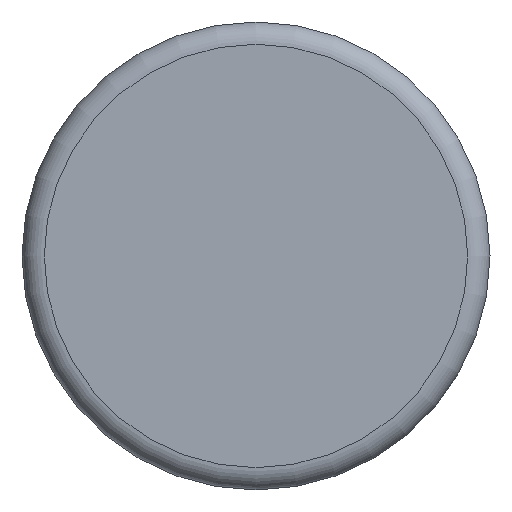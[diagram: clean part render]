
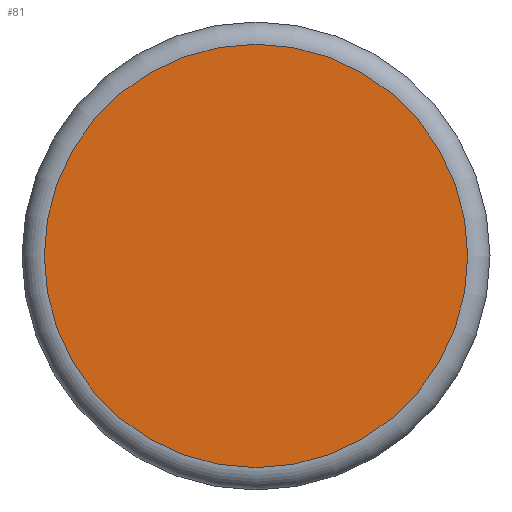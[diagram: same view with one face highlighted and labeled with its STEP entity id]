
A CAD part, top view. The second image highlights one B-rep face of the part: STEP entity #81.
In plain terms, the highlighted planar face has unit normal (0, 0, 1).
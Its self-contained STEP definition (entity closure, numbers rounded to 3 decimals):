
#81 = ADVANCED_FACE( '', ( #174 ), #175, .F. );
#174 = FACE_OUTER_BOUND( '', #264, .T. );
#175 = PLANE( '', #265 );
#264 = EDGE_LOOP( '', ( #384 ) );
#265 = AXIS2_PLACEMENT_3D( '', #385, #386, #387 );
#384 = ORIENTED_EDGE( '', *, *, #411, .T. );
#385 = CARTESIAN_POINT( '', ( 0., 10.5, 50. ) );
#386 = DIRECTION( '', ( 0., 0., -1. ) );
#387 = DIRECTION( '', ( -1., 0., 0. ) );
#411 = EDGE_CURVE( '', #457, #457, #458, .F. );
#457 = VERTEX_POINT( '', #516 );
#458 = CIRCLE( '', #517, 9.495 );
#516 = CARTESIAN_POINT( '', ( -9.495, 0., 50. ) );
#517 = AXIS2_PLACEMENT_3D( '', #577, #578, #579 );
#577 = CARTESIAN_POINT( '', ( 0., 0., 50. ) );
#578 = DIRECTION( '', ( 0., 0., -1. ) );
#579 = DIRECTION( '', ( -1., 0., 0. ) );
